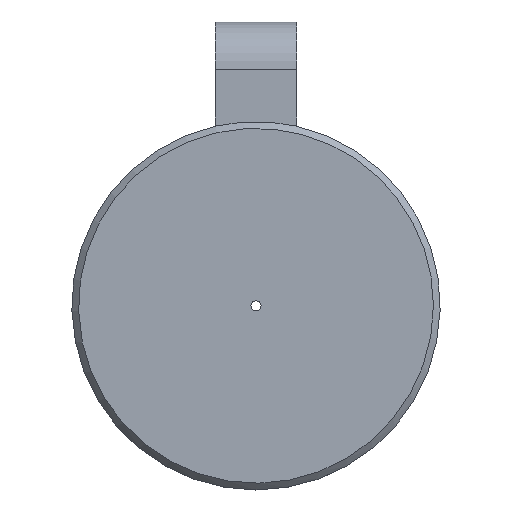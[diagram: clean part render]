
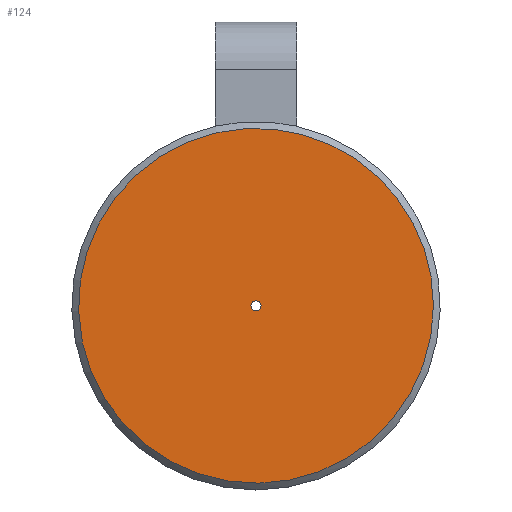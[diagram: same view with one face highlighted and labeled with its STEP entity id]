
A CAD part, top view. The second image highlights one B-rep face of the part: STEP entity #124.
In plain terms, the highlighted planar face has unit normal (0, 0, 1).
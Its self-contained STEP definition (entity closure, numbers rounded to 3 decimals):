
#73=CARTESIAN_POINT('',(26.25,0.,0.0));
#74=VERTEX_POINT('',#73);
#75=CARTESIAN_POINT('',(0.0,0.0,0.0));
#76=DIRECTION('',(0.0,0.0,-1.0));
#77=DIRECTION('',(-1.0,0.0,0.0));
#78=AXIS2_PLACEMENT_3D('',#75,#76,#77);
#79=CIRCLE('',#78,26.25);
#80=EDGE_CURVE('',#74,#74,#79,.T.);
#105=CARTESIAN_POINT('',(0.0,0.0,0.0));
#106=DIRECTION('',(0.0,0.0,-1.0));
#107=DIRECTION('',(-1.0,0.0,0.0));
#108=AXIS2_PLACEMENT_3D('',#105,#106,#107);
#109=PLANE('',#108);
#110=ORIENTED_EDGE('',*,*,#80,.F.);
#111=EDGE_LOOP('',(#110));
#112=FACE_OUTER_BOUND('',#111,.T.);
#113=CARTESIAN_POINT('',(-0.75,0.0,0.0));
#114=VERTEX_POINT('',#113);
#115=CARTESIAN_POINT('',(0.0,0.0,0.0));
#116=DIRECTION('',(0.0,0.0,-1.0));
#117=DIRECTION('',(-1.0,0.0,0.0));
#118=AXIS2_PLACEMENT_3D('',#115,#116,#117);
#119=CIRCLE('',#118,0.75);
#120=EDGE_CURVE('',#114,#114,#119,.T.);
#121=ORIENTED_EDGE('',*,*,#120,.T.);
#122=EDGE_LOOP('',(#121));
#123=FACE_BOUND('',#122,.T.);
#124=ADVANCED_FACE('',(#112,#123),#109,.F.);
